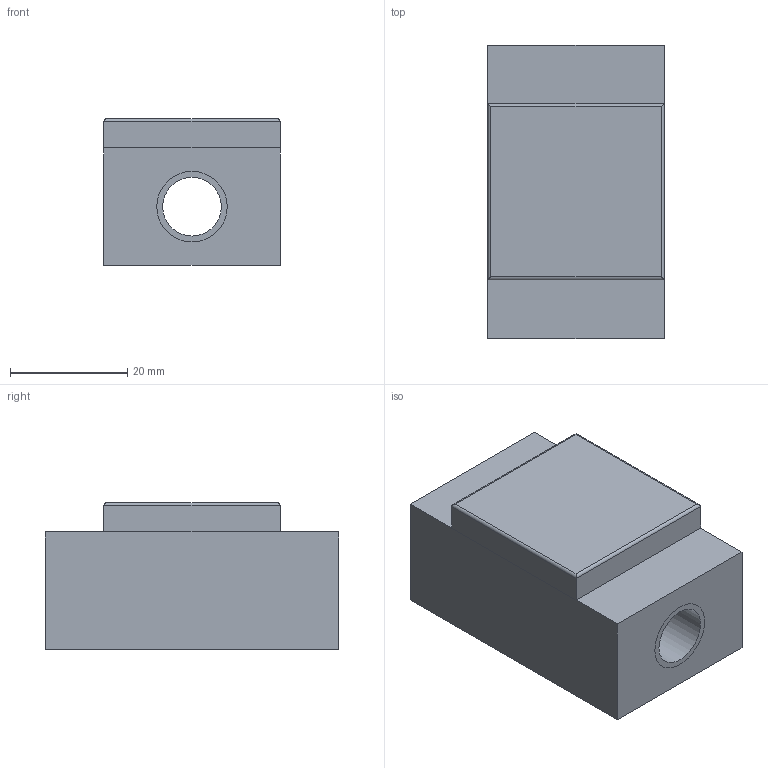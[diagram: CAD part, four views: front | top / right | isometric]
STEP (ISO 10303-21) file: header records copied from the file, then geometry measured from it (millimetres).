
FILE_DESCRIPTION(('Open CASCADE Model'),'2;1');
FILE_NAME('Open CASCADE Shape Model','2024-03-20T19:51:36',('Author'),( 'Open CASCADE'),'Open CASCADE STEP processor 7.5','Open CASCADE 7.5' ,'Unknown');
FILE_SCHEMA(('AUTOMOTIVE_DESIGN { 1 0 10303 214 1 1 1 1 }'));
Length unit declared in the file: metre
Products named in the file (2): Open CASCADE STEP translator 7.5 1; Open CASCADE STEP translator 7.5 1.1
Assembly tree (1 placements, depth 2):
  Open CASCADE STEP translator 7.5 1
    Open CASCADE STEP translator 7.5 1.1
Bounding box: 30 x 50 x 25 mm (x, y, z)
Surface area: 13757.7 mm2 (no closed solid volume)
Topology: 0 solids, 3 shells, 23 faces, 47 edges, 30 vertices
Faces by surface type: plane 16, cylinder 7
Full cylindrical faces by diameter (mm): 10 x1, 12 x2
Entity records: 1136 total; most frequent: CARTESIAN_POINT 233, DIRECTION 170, LINE 100, VECTOR 100, ORIENTED_EDGE 86, PCURVE 80, DEFINITIONAL_REPRESENTATION 80, EDGE_CURVE 40
